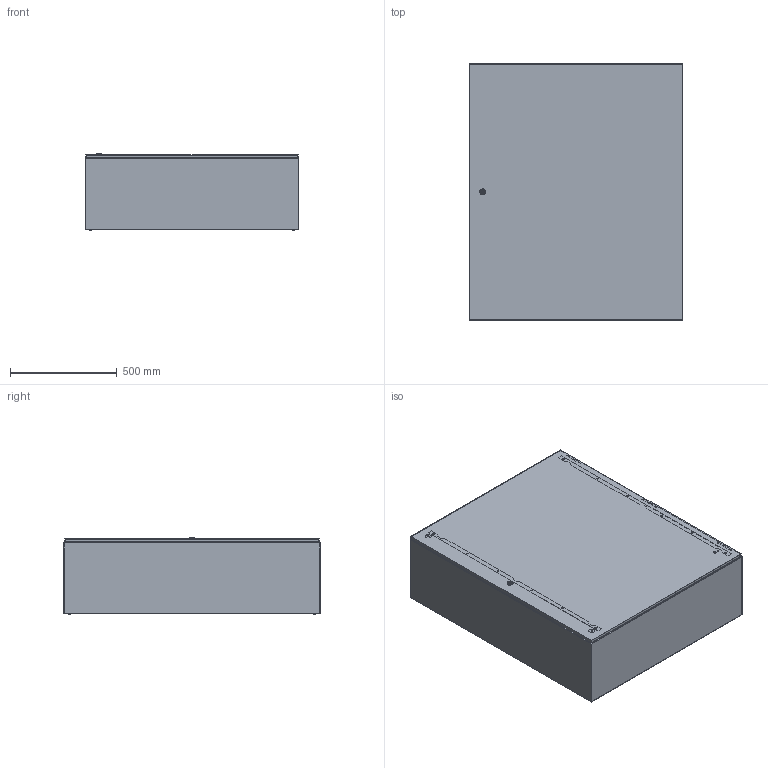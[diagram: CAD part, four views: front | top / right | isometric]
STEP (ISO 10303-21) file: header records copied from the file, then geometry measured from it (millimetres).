
FILE_DESCRIPTION (( 'STEP AP214' ), '1' );
FILE_NAME ('3351-1112-35-00.step', '2024-01-10T07:30:04', ( '' ), ( '' ), 'SwSTEP 2.0', 'SolidWorks 2019', '' );
FILE_SCHEMA (( 'AUTOMOTIVE_DESIGN' ));
Length unit declared in the file: millimetre
Products named in the file (4): 3351-1112-35-00; Tuer_wgES_3351-1112-00-90; Korpus_wgES_1112-35; Montageplattenbeipack_wgES_1012
Assembly tree (3 placements, depth 2):
  3351-1112-35-00
    Korpus_wgES_1112-35
    Tuer_wgES_3351-1112-00-90
    Montageplattenbeipack_wgES_1012
Bounding box: 1000 x 1200 x 357.5 mm (x, y, z)
Volume: 7041261.3 mm3; surface area: 8436029.5 mm2
Topology: 35 solids, 35 shells, 1643 faces, 4065 edges, 2620 vertices
Faces by surface type: plane 826, cylinder 701, cone 66, torus 30, sphere 20
Entity records: 52821 total; most frequent: CARTESIAN_POINT 9514, DIRECTION 8773, ORIENTED_EDGE 8106, EDGE_CURVE 4053, AXIS2_PLACEMENT_3D 3247, VERTEX_POINT 2620, VECTOR 2279, LINE 2279
